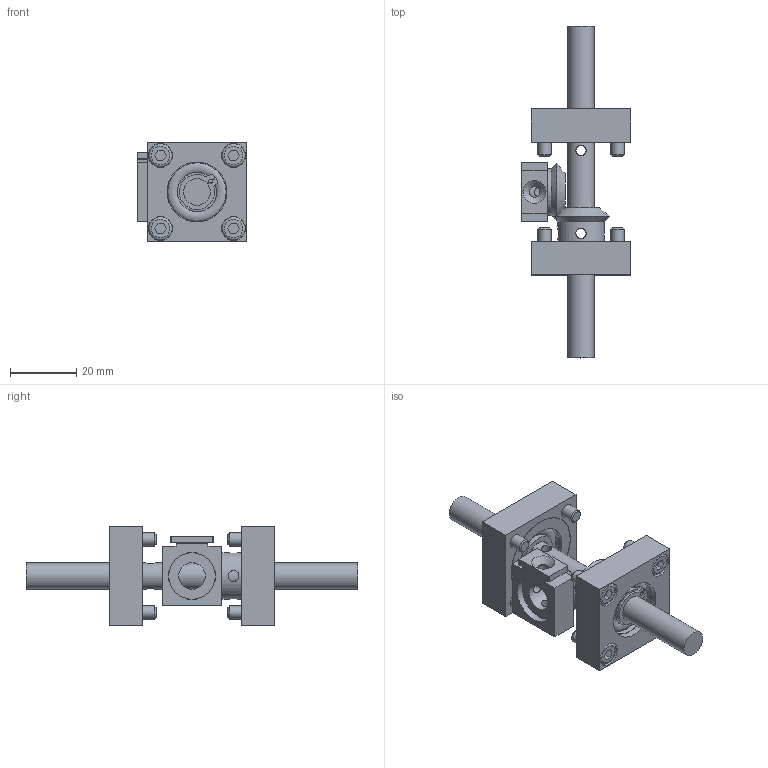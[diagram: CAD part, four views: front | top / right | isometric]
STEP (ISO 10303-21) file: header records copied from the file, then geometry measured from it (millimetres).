
FILE_DESCRIPTION(/* description */ ('Unknown'),/* implementation_level */ '2;1');
FILE_NAME(/* name */ 'A-0000183-Kegelradantrieb30-2Flanschl',/* time_stamp */ '2020-04-02T16:39:58+02:00',/* author */ ('Unknown'),/* organization */ ('Unknown'),/* preprocessor_version */ 'ST-DEVELOPER v16.7',/* originating_system */ 'Solid Edge',/* authorisation */ 'Unknown');
FILE_SCHEMA (('AUTOMOTIVE_DESIGN {1 0 10303 214 3 1 1}'));
Length unit declared in the file: millimetre
Products named in the file (1): A-0000183-Kegelradantrieb30-2Flanschl-dy
Bounding box: 33 x 100 x 30 mm (x, y, z)
Volume: 23899.5 mm3; surface area: 15835.4 mm2
Topology: 3 solids, 3 shells, 285 faces, 657 edges, 429 vertices
Faces by surface type: plane 159, cylinder 86, cone 25, torus 15
Full cylindrical faces by diameter (mm): 3.1 x4, 3.2 x1, 3.242 x1, 3.3 x2, 4 x8, 4.3 x8, 7 x8, 7.3 x8, 7.6 x2, 8 x6, 11.8 x4, 14 x2, 14.1 x1, 17.6 x4, 18 x4, 25 x2, 25.2 x2
Entity records: 8636 total; most frequent: CARTESIAN_POINT 2606, DIRECTION 1250, ORIENTED_EDGE 1014, EDGE_CURVE 507, AXIS2_PLACEMENT_3D 487, EDGE_LOOP 456, FACE_BOUND 456, VERTEX_POINT 377
